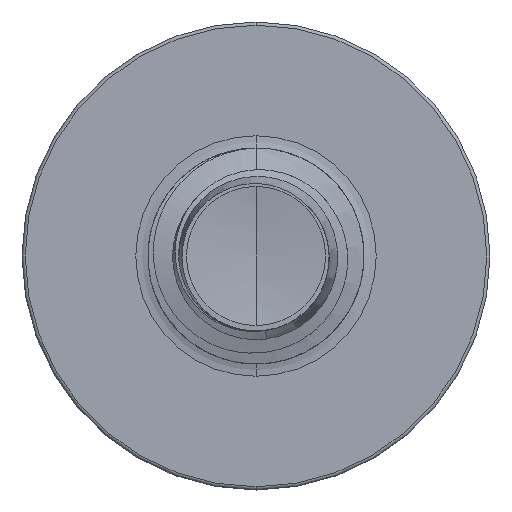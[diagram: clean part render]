
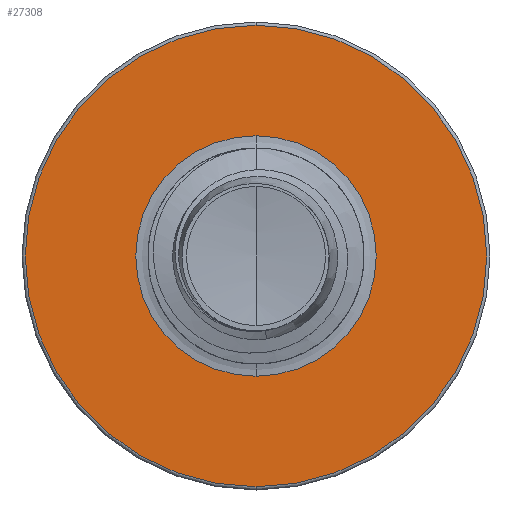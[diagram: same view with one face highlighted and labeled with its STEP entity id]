
A CAD part, front view. The second image highlights one B-rep face of the part: STEP entity #27308.
In plain terms, the highlighted planar face has unit normal (0, -1, 0).
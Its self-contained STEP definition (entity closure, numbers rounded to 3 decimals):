
#820 = ORIENTED_EDGE ( 'NONE', *, *, #23766, .F. ) ;
#961 = ORIENTED_EDGE ( 'NONE', *, *, #19905, .F. ) ;
#2216 = DIRECTION ( 'NONE',  ( 0., 1., 0. ) ) ;
#2816 = CARTESIAN_POINT ( 'NONE',  ( 0., 12.5, 0. ) ) ;
#4290 = PLANE ( 'NONE',  #5256 ) ;
#4915 = FACE_OUTER_BOUND ( 'NONE', #15559, .T. ) ;
#5256 = AXIS2_PLACEMENT_3D ( 'NONE', #16099, #34461, #18823 ) ;
#5901 = DIRECTION ( 'NONE',  ( 0., 0., 1. ) ) ;
#7442 = CARTESIAN_POINT ( 'NONE',  ( 0., 12.5, -1.67 ) ) ;
#8310 = VERTEX_POINT ( 'NONE', #12003 ) ;
#8446 = AXIS2_PLACEMENT_3D ( 'NONE', #2816, #22846, #5901 ) ;
#8985 = ORIENTED_EDGE ( 'NONE', *, *, #23472, .T. ) ;
#10290 = EDGE_CURVE ( 'NONE', #25293, #20030, #18581, .T. ) ;
#11506 = CARTESIAN_POINT ( 'NONE',  ( 0., 12.5, 0. ) ) ;
#12003 = CARTESIAN_POINT ( 'NONE',  ( 0., 12.5, -3.205 ) ) ;
#12772 = FACE_BOUND ( 'NONE', #30299, .T. ) ;
#13696 = CIRCLE ( 'NONE', #25004, 3.205 ) ;
#14079 = AXIS2_PLACEMENT_3D ( 'NONE', #19614, #2216, #22310 ) ;
#14384 = DIRECTION ( 'NONE',  ( 0., 0., 1. ) ) ;
#15522 = CIRCLE ( 'NONE', #14079, 1.67 ) ;
#15559 = EDGE_LOOP ( 'NONE', ( #820, #961 ) ) ;
#16099 = CARTESIAN_POINT ( 'NONE',  ( 0., 12.5, -1.67 ) ) ;
#17343 = DIRECTION ( 'NONE',  ( 0., 1., 0. ) ) ;
#18581 = CIRCLE ( 'NONE', #8446, 1.67 ) ;
#18823 = DIRECTION ( 'NONE',  ( 0., 0., 1. ) ) ;
#19614 = CARTESIAN_POINT ( 'NONE',  ( 0., 12.5, 0. ) ) ;
#19905 = EDGE_CURVE ( 'NONE', #8310, #31374, #33290, .T. ) ;
#19967 = CARTESIAN_POINT ( 'NONE',  ( 0., 12.5, 1.67 ) ) ;
#20030 = VERTEX_POINT ( 'NONE', #19967 ) ;
#22105 = ORIENTED_EDGE ( 'NONE', *, *, #10290, .T. ) ;
#22310 = DIRECTION ( 'NONE',  ( 0., 0., 1. ) ) ;
#22846 = DIRECTION ( 'NONE',  ( 0., 1., 0. ) ) ;
#23463 = AXIS2_PLACEMENT_3D ( 'NONE', #11506, #30390, #14384 ) ;
#23472 = EDGE_CURVE ( 'NONE', #20030, #25293, #15522, .T. ) ;
#23766 = EDGE_CURVE ( 'NONE', #31374, #8310, #13696, .T. ) ;
#25004 = AXIS2_PLACEMENT_3D ( 'NONE', #33071, #17343, #35630 ) ;
#25293 = VERTEX_POINT ( 'NONE', #7442 ) ;
#27308 = ADVANCED_FACE ( 'NONE', ( #4915, #12772 ), #4290, .F. ) ;
#30299 = EDGE_LOOP ( 'NONE', ( #8985, #22105 ) ) ;
#30390 = DIRECTION ( 'NONE',  ( 0., 1., 0. ) ) ;
#31374 = VERTEX_POINT ( 'NONE', #33034 ) ;
#33034 = CARTESIAN_POINT ( 'NONE',  ( 0., 12.5, 3.205 ) ) ;
#33071 = CARTESIAN_POINT ( 'NONE',  ( 0., 12.5, 0. ) ) ;
#33290 = CIRCLE ( 'NONE', #23463, 3.205 ) ;
#34461 = DIRECTION ( 'NONE',  ( 0., 1., 0. ) ) ;
#35630 = DIRECTION ( 'NONE',  ( 0., 0., 1. ) ) ;
